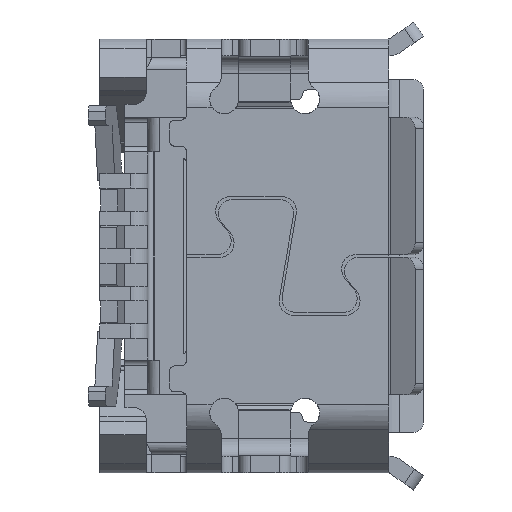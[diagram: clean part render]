
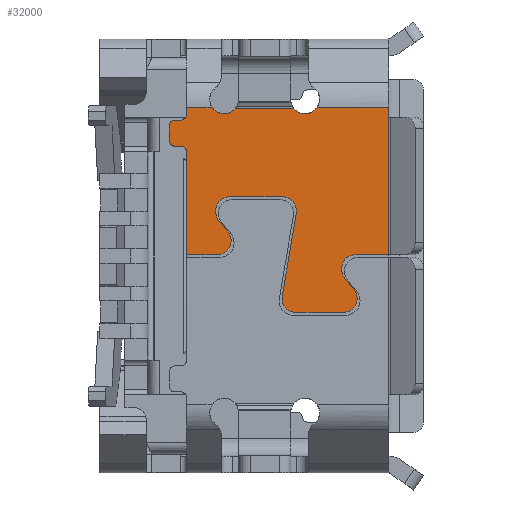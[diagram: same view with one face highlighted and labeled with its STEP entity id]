
A CAD part, front view. The second image highlights one B-rep face of the part: STEP entity #32000.
In plain terms, the highlighted planar face has unit normal (0, -1, 0).
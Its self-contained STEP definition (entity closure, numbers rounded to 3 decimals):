
#5970=CARTESIAN_POINT('',(5.,-0.25,5.998));
#5980=VERTEX_POINT('',#5970);
#6630=CARTESIAN_POINT('',(5.,-0.25,5.825));
#6640=VERTEX_POINT('',#6630);
#6670=CARTESIAN_POINT('',(5.,-0.25,0.));
#6680=DIRECTION('',(-0.,0.,1.));
#6690=VECTOR('',#6680,1.);
#6700=LINE('',#6670,#6690);
#6710=EDGE_CURVE('',#6640,#5980,#6700,.T.);
#11620=CARTESIAN_POINT('',(5.034,-0.25,5.998));
#11630=DIRECTION('',(-1.,0.,0.));
#11640=VECTOR('',#11630,1.);
#11650=LINE('',#11620,#11640);
#11660=CARTESIAN_POINT('',(3.759,-0.25,5.998));
#11670=VERTEX_POINT('',#11660);
#11680=EDGE_CURVE('',#5980,#11670,#11650,.T.);
#27700=CARTESIAN_POINT('',(1.5,-0.25,5.998));
#27710=VERTEX_POINT('',#27700);
#27740=CARTESIAN_POINT('',(1.5,-0.25,0.));
#27750=DIRECTION('',(0.,0.,1.));
#27760=VECTOR('',#27750,1.);
#27770=LINE('',#27740,#27760);
#27780=CARTESIAN_POINT('',(1.5,-0.25,5.875));
#27790=VERTEX_POINT('',#27780);
#27800=EDGE_CURVE('',#27790,#27710,#27770,.T.);
#28710=CARTESIAN_POINT('',(1.4,-0.25,5.875));
#28720=DIRECTION('',(0.,1.,0.));
#28730=DIRECTION('',(1.,-0.,0.));
#28740=AXIS2_PLACEMENT_3D('',#28710,#28720,#28730);
#28750=CIRCLE('',#28740,0.1);
#28760=CARTESIAN_POINT('',(1.4,-0.25,5.775));
#28770=VERTEX_POINT('',#28760);
#28780=EDGE_CURVE('',#27790,#28770,#28750,.T.);
#29360=CARTESIAN_POINT('',(2.055,-0.25,4.044));
#29370=VERTEX_POINT('',#29360);
#29540=CARTESIAN_POINT('',(2.218,-0.25,3.84));
#29550=VERTEX_POINT('',#29540);
#29580=CARTESIAN_POINT('',(5.28,-0.25,0.));
#29590=DIRECTION('',(-0.624,-0.,0.782));
#29600=VECTOR('',#29590,1.);
#29610=LINE('',#29580,#29600);
#29620=EDGE_CURVE('',#29550,#29370,#29610,.T.);
#29670=CARTESIAN_POINT('',(1.105,-0.25,2.361));
#29680=DIRECTION('',(0.,-1.,0.));
#29690=DIRECTION('',(-1.,0.,0.));
#29700=AXIS2_PLACEMENT_3D('',#29670,#29680,#29690);
#29710=PLANE('',#29700);
#29720=CARTESIAN_POINT('',(1.3,-0.25,5.425));
#29730=DIRECTION('',(0.,1.,-0.));
#29740=DIRECTION('',(1.,-0.,0.));
#29750=AXIS2_PLACEMENT_3D('',#29720,#29730,#29740);
#29760=CIRCLE('',#29750,0.1);
#29770=CARTESIAN_POINT('',(1.3,-0.25,5.325));
#29780=VERTEX_POINT('',#29770);
#29790=CARTESIAN_POINT('',(1.2,-0.25,5.425));
#29800=VERTEX_POINT('',#29790);
#29810=EDGE_CURVE('',#29780,#29800,#29760,.T.);
#29820=ORIENTED_EDGE('',*,*,#29810,.F.);
#29830=CARTESIAN_POINT('',(1.2,-0.25,0.));
#29840=DIRECTION('',(-0.,-0.,-1.));
#29850=VECTOR('',#29840,1.);
#29860=LINE('',#29830,#29850);
#29870=CARTESIAN_POINT('',(1.2,-0.25,5.675));
#29880=VERTEX_POINT('',#29870);
#29890=EDGE_CURVE('',#29880,#29800,#29860,.T.);
#29900=ORIENTED_EDGE('',*,*,#29890,.T.);
#29910=CARTESIAN_POINT('',(1.3,-0.25,5.675));
#29920=DIRECTION('',(0.,1.,0.));
#29930=DIRECTION('',(1.,-0.,0.));
#29940=AXIS2_PLACEMENT_3D('',#29910,#29920,#29930);
#29950=CIRCLE('',#29940,0.1);
#29960=CARTESIAN_POINT('',(1.3,-0.25,5.775));
#29970=VERTEX_POINT('',#29960);
#29980=EDGE_CURVE('',#29880,#29970,#29950,.T.);
#29990=ORIENTED_EDGE('',*,*,#29980,.F.);
#30000=CARTESIAN_POINT('',(0.,-0.25,5.775));
#30010=DIRECTION('',(-1.,0.,0.));
#30020=VECTOR('',#30010,1.);
#30030=LINE('',#30000,#30020);
#30040=EDGE_CURVE('',#28770,#29970,#30030,.T.);
#30050=ORIENTED_EDGE('',*,*,#30040,.T.);
#30060=ORIENTED_EDGE('',*,*,#28780,.T.);
#30070=ORIENTED_EDGE('',*,*,#27800,.F.);
#30080=CARTESIAN_POINT('',(2.094,-0.25,5.998));
#30090=DIRECTION('',(-1.,0.,0.));
#30100=VECTOR('',#30090,1.);
#30110=LINE('',#30080,#30100);
#30120=CARTESIAN_POINT('',(1.941,-0.25,5.998));
#30130=VERTEX_POINT('',#30120);
#30140=EDGE_CURVE('',#30130,#27710,#30110,.T.);
#30150=ORIENTED_EDGE('',*,*,#30140,.T.);
#30160=CARTESIAN_POINT('',(2.15,-0.25,6.135));
#30170=DIRECTION('',(0.,-1.,0.));
#30180=DIRECTION('',(-1.,0.,0.));
#30190=AXIS2_PLACEMENT_3D('',#30160,#30170,#30180);
#30200=CIRCLE('',#30190,0.25);
#30210=CARTESIAN_POINT('',(2.347,-0.25,
5.98));
#30220=VERTEX_POINT('',#30210);
#30230=EDGE_CURVE('',#30130,#30220,#30200,.T.);
#30240=ORIENTED_EDGE('',*,*,#30230,.F.);
#30250=CARTESIAN_POINT('',(2.32,-0.25,
5.98));
#30260=DIRECTION('',(1.,0.,0.));
#30270=VECTOR('',#30260,1.);
#30280=LINE('',#30250,#30270);
#30290=CARTESIAN_POINT('',(3.353,-0.25,
5.98));
#30300=VERTEX_POINT('',#30290);
#30310=EDGE_CURVE('',#30220,#30300,#30280,.T.);
#30320=ORIENTED_EDGE('',*,*,#30310,.F.);
#30330=CARTESIAN_POINT('',(3.55,-0.25,6.135));
#30340=DIRECTION('',(0.,-1.,0.));
#30350=DIRECTION('',(-1.,0.,0.));
#30360=AXIS2_PLACEMENT_3D('',#30330,#30340,#30350);
#30370=CIRCLE('',#30360,0.25);
#30380=EDGE_CURVE('',#30300,#11670,#30370,.T.);
#30390=ORIENTED_EDGE('',*,*,#30380,.F.);
#30400=ORIENTED_EDGE('',*,*,#11680,.T.);
#30410=ORIENTED_EDGE('',*,*,#6710,.T.);
#30420=CARTESIAN_POINT('',(5.,-0.25,5.825));
#30430=DIRECTION('',(0.,0.,-1.));
#30440=VECTOR('',#30430,1.);
#30450=LINE('',#30420,#30440);
#30460=CARTESIAN_POINT('',(5.,-0.25,3.45));
#30470=VERTEX_POINT('',#30460);
#30480=EDGE_CURVE('',#6640,#30470,#30450,.T.);
#30490=ORIENTED_EDGE('',*,*,#30480,.F.);
#30500=CARTESIAN_POINT('',(0.,-0.25,3.45));
#30510=DIRECTION('',(1.,0.,0.));
#30520=VECTOR('',#30510,1.);
#30530=LINE('',#30500,#30520);
#30540=CARTESIAN_POINT('',(4.43,-0.25,3.45));
#30550=VERTEX_POINT('',#30540);
#30560=EDGE_CURVE('',#30550,#30470,#30530,.T.);
#30570=ORIENTED_EDGE('',*,*,#30560,.T.);
#30580=CARTESIAN_POINT('',(4.43,-0.25,3.2));
#30590=DIRECTION('',(0.,-1.,0.));
#30600=DIRECTION('',(-1.,0.,0.));
#30610=AXIS2_PLACEMENT_3D('',#30580,#30590,#30600);
#30620=CIRCLE('',#30610,0.25);
#30630=CARTESIAN_POINT('',(4.18,-0.25,3.2));
#30640=VERTEX_POINT('',#30630);
#30650=EDGE_CURVE('',#30550,#30640,#30620,.T.);
#30660=ORIENTED_EDGE('',*,*,#30650,.F.);
#30670=CARTESIAN_POINT('',(4.235,-0.25,3.044));
#30680=VERTEX_POINT('',#30670);
#30690=EDGE_CURVE('',#30640,#30680,#30620,.T.);
#30700=ORIENTED_EDGE('',*,*,#30690,.F.);
#30710=CARTESIAN_POINT('',(6.662,-0.25,0.));
#30720=DIRECTION('',(-0.624,0.,0.782));
#30730=VECTOR('',#30720,1.);
#30740=LINE('',#30710,#30730);
#30750=CARTESIAN_POINT('',(4.398,-0.25,2.84));
#30760=VERTEX_POINT('',#30750);
#30770=EDGE_CURVE('',#30760,#30680,#30740,.T.);
#30780=ORIENTED_EDGE('',*,*,#30770,.T.);
#30790=CARTESIAN_POINT('',(4.21,-0.25,2.69));
#30800=DIRECTION('',(0.,-1.,0.));
#30810=DIRECTION('',(-1.,0.,0.));
#30820=AXIS2_PLACEMENT_3D('',#30790,#30800,#30810);
#30830=CIRCLE('',#30820,0.24);
#30840=CARTESIAN_POINT('',(4.45,-0.25,2.69));
#30850=VERTEX_POINT('',#30840);
#30860=EDGE_CURVE('',#30850,#30760,#30830,.T.);
#30870=ORIENTED_EDGE('',*,*,#30860,.T.);
#30880=CARTESIAN_POINT('',(4.21,-0.25,2.45));
#30890=VERTEX_POINT('',#30880);
#30900=EDGE_CURVE('',#30890,#30850,#30830,.T.);
#30910=ORIENTED_EDGE('',*,*,#30900,.T.);
#30920=CARTESIAN_POINT('',(0.,-0.25,2.45));
#30930=DIRECTION('',(1.,0.,0.));
#30940=VECTOR('',#30930,1.);
#30950=LINE('',#30920,#30940);
#30960=CARTESIAN_POINT('',(3.39,-0.25,2.45));
#30970=VERTEX_POINT('',#30960);
#30980=EDGE_CURVE('',#30970,#30890,#30950,.T.);
#30990=ORIENTED_EDGE('',*,*,#30980,.T.);
#31000=CARTESIAN_POINT('',(3.39,-0.25,2.69));
#31010=DIRECTION('',(0.,-1.,0.));
#31020=DIRECTION('',(-1.,0.,0.));
#31030=AXIS2_PLACEMENT_3D('',#31000,#31010,#31020);
#31040=CIRCLE('',#31030,0.24);
#31050=CARTESIAN_POINT('',(3.15,-0.25,2.69));
#31060=VERTEX_POINT('',#31050);
#31070=EDGE_CURVE('',#31060,#30970,#31040,.T.);
#31080=ORIENTED_EDGE('',*,*,#31070,.T.);
#31090=CARTESIAN_POINT('',(3.153,-0.25,2.73));
#31100=VERTEX_POINT('',#31090);
#31110=EDGE_CURVE('',#31100,#31060,#31040,.T.);
#31120=ORIENTED_EDGE('',*,*,#31110,.T.);
#31130=CARTESIAN_POINT('',(2.689,-0.25,0.));
#31140=DIRECTION('',(-0.168,0.,-0.986));
#31150=VECTOR('',#31140,1.);
#31160=LINE('',#31130,#31150);
#31170=CARTESIAN_POINT('',(3.396,-0.25,4.158));
#31180=VERTEX_POINT('',#31170);
#31190=EDGE_CURVE('',#31180,#31100,#31160,.T.);
#31200=ORIENTED_EDGE('',*,*,#31190,.T.);
#31210=CARTESIAN_POINT('',(3.15,-0.25,4.2));
#31220=DIRECTION('',(0.,-1.,0.));
#31230=DIRECTION('',(-1.,0.,0.));
#31240=AXIS2_PLACEMENT_3D('',#31210,#31220,#31230);
#31250=CIRCLE('',#31240,0.25);
#31260=CARTESIAN_POINT('',(3.4,-0.25,4.2));
#31270=VERTEX_POINT('',#31260);
#31280=EDGE_CURVE('',#31180,#31270,#31250,.T.);
#31290=ORIENTED_EDGE('',*,*,#31280,.F.);
#31300=CARTESIAN_POINT('',(3.15,-0.25,4.45));
#31310=VERTEX_POINT('',#31300);
#31320=EDGE_CURVE('',#31270,#31310,#31250,.T.);
#31330=ORIENTED_EDGE('',*,*,#31320,.F.);
#31340=CARTESIAN_POINT('',(0.,-0.25,4.45));
#31350=DIRECTION('',(1.,0.,0.));
#31360=VECTOR('',#31350,1.);
#31370=LINE('',#31340,#31360);
#31380=CARTESIAN_POINT('',(2.25,-0.25,4.45));
#31390=VERTEX_POINT('',#31380);
#31400=EDGE_CURVE('',#31390,#31310,#31370,.T.);
#31410=ORIENTED_EDGE('',*,*,#31400,.T.);
#31420=CARTESIAN_POINT('',(2.25,-0.25,4.2));
#31430=DIRECTION('',(0.,-1.,0.));
#31440=DIRECTION('',(-1.,0.,0.));
#31450=AXIS2_PLACEMENT_3D('',#31420,#31430,#31440);
#31460=CIRCLE('',#31450,0.25);
#31470=CARTESIAN_POINT('',(2.,-0.25,4.2));
#31480=VERTEX_POINT('',#31470);
#31490=EDGE_CURVE('',#31390,#31480,#31460,.T.);
#31500=ORIENTED_EDGE('',*,*,#31490,.F.);
#31510=EDGE_CURVE('',#31480,#29370,#31460,.T.);
#31520=ORIENTED_EDGE('',*,*,#31510,.F.);
#31530=ORIENTED_EDGE('',*,*,#29620,.T.);
#31540=CARTESIAN_POINT('',(2.03,-0.25,3.69));
#31550=DIRECTION('',(0.,-1.,0.));
#31560=DIRECTION('',(-1.,0.,0.));
#31570=AXIS2_PLACEMENT_3D('',#31540,#31550,#31560);
#31580=CIRCLE('',#31570,0.24);
#31590=CARTESIAN_POINT('',(2.27,-0.25,3.69));
#31600=VERTEX_POINT('',#31590);
#31610=EDGE_CURVE('',#31600,#29550,#31580,.T.);
#31620=ORIENTED_EDGE('',*,*,#31610,.T.);
#31630=CARTESIAN_POINT('',(2.03,-0.25,3.45));
#31640=VERTEX_POINT('',#31630);
#31650=EDGE_CURVE('',#31640,#31600,#31580,.T.);
#31660=ORIENTED_EDGE('',*,*,#31650,.T.);
#31670=CARTESIAN_POINT('',(0.,-0.25,3.45));
#31680=DIRECTION('',(1.,0.,0.));
#31690=VECTOR('',#31680,1.);
#31700=LINE('',#31670,#31690);
#31710=CARTESIAN_POINT('',(1.5,-0.25,3.45));
#31720=VERTEX_POINT('',#31710);
#31730=EDGE_CURVE('',#31720,#31640,#31700,.T.);
#31740=ORIENTED_EDGE('',*,*,#31730,.T.);
#31750=CARTESIAN_POINT('',(1.5,-0.25,0.));
#31760=DIRECTION('',(-0.,0.,1.));
#31770=VECTOR('',#31760,1.);
#31780=LINE('',#31750,#31770);
#31790=CARTESIAN_POINT('',(1.5,-0.25,5.225));
#31800=VERTEX_POINT('',#31790);
#31810=EDGE_CURVE('',#31720,#31800,#31780,.T.);
#31820=ORIENTED_EDGE('',*,*,#31810,.F.);
#31830=CARTESIAN_POINT('',(1.4,-0.25,5.225));
#31840=DIRECTION('',(0.,1.,0.));
#31850=DIRECTION('',(1.,-0.,0.));
#31860=AXIS2_PLACEMENT_3D('',#31830,#31840,#31850);
#31870=CIRCLE('',#31860,0.1);
#31880=CARTESIAN_POINT('',(1.4,-0.25,5.325));
#31890=VERTEX_POINT('',#31880);
#31900=EDGE_CURVE('',#31890,#31800,#31870,.T.);
#31910=ORIENTED_EDGE('',*,*,#31900,.T.);
#31920=CARTESIAN_POINT('',(0.,-0.25,5.325));
#31930=DIRECTION('',(-1.,-0.,-0.));
#31940=VECTOR('',#31930,1.);
#31950=LINE('',#31920,#31940);
#31960=EDGE_CURVE('',#31890,#29780,#31950,.T.);
#31970=ORIENTED_EDGE('',*,*,#31960,.F.);
#31980=EDGE_LOOP('',(#31970,#31910,#31820,#31740,#31660,#31620,#31530,
#31520,#31500,#31410,#31330,#31290,#31200,#31120,#31080,#30990,#30910,
#30870,#30780,#30700,#30660,#30570,#30490,#30410,#30400,#30390,#30320,
#30240,#30150,#30070,#30060,#30050,#29990,#29900,#29820));
#31990=FACE_OUTER_BOUND('',#31980,.T.);
#32000=ADVANCED_FACE('',(#31990),#29710,.T.);
